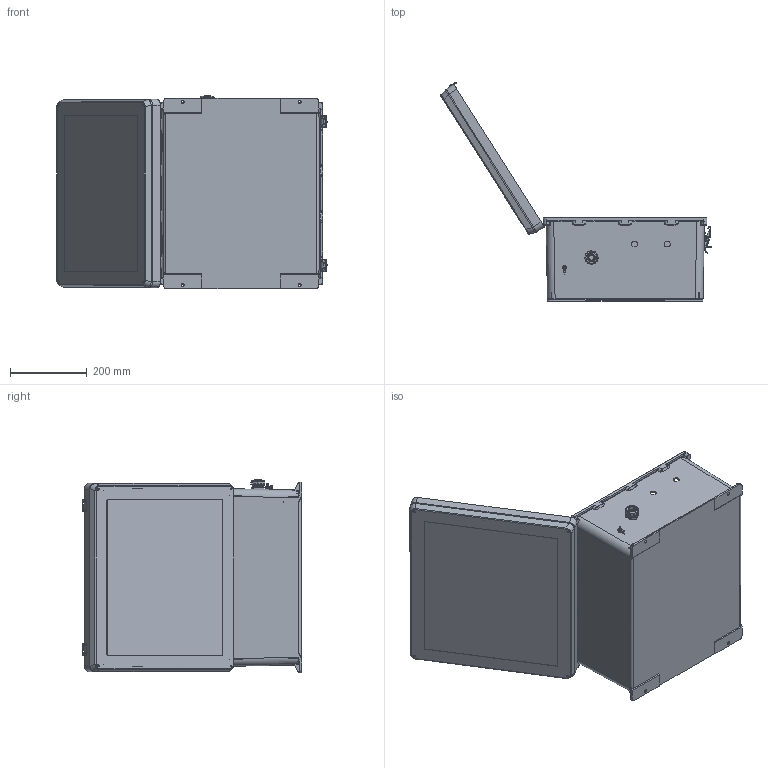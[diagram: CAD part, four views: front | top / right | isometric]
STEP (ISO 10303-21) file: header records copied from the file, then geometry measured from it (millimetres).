
FILE_DESCRIPTION (( 'STEP AP214' ), '1' );
FILE_NAME ('NBW181608-1H0.STEP', '2012-11-16T15:19:14', ( 'x' ), ( '' ), 'SwSTEP 2.0', 'SolidWorks 2012', '' );
FILE_SCHEMA (( 'AUTOMOTIVE_DESIGN' ));
Length unit declared in the file: inch
Products named in the file (23): NBW181608_ClearDoorInsert; NEMA 18 GroundWire; XFS-0026; XFW-0002; XCT-0005; XC-0003; XFN-0003; XCT-0010; XCT-0011; XFS-0017; XF797-02; XMH-0010; XFN-0013; 10-32 NEMA PLATE SCREW; XCTB-0002; XMH-0007; XF685-01; NB181608-DoorClasp-2; NB181608-DoorClasp-1; NBW181608-Lid; NB181608-Hinge; NB181608-Box; NBW181608-1H0
Assembly tree (38 placements, depth 2):
  NBW181608-1H0
    NB181608-Box
    NB181608-Hinge  x2
    NBW181608-Lid
    NB181608-DoorClasp-1  x2
    NB181608-DoorClasp-2  x2
    XF685-01
    XMH-0007  x4
    XCTB-0002
    10-32 NEMA PLATE SCREW  x4
    XFN-0013  x2
    XMH-0010  x2
    XF797-02
    XFS-0017  x5
    XCT-0011
    XCT-0010
    XFN-0003  x2
    XC-0003
    XCT-0005
    XFW-0002
    XFS-0026
    NEMA 18 GroundWire
    NBW181608_ClearDoorInsert
Bounding box: 703.32 x 571.16 x 502.84 mm (x, y, z)
Volume: 4052005.8 mm3; surface area: 2235130.9 mm2
Topology: 44 solids, 45 shells, 4655 faces, 11581 edges, 7084 vertices
Faces by surface type: plane 1590, cylinder 1449, cone 1051, torus 345, bspline 204, sphere 16
Entity records: 117432 total; most frequent: CARTESIAN_POINT 29349, ORIENTED_EDGE 15420, DIRECTION 15190, EDGE_CURVE 7710, AXIS2_PLACEMENT_3D 5639, VERTEX_POINT 4764, VECTOR 3912, LINE 3912
